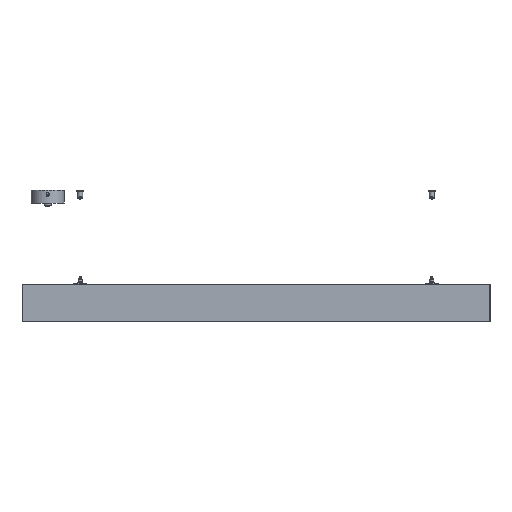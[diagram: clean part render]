
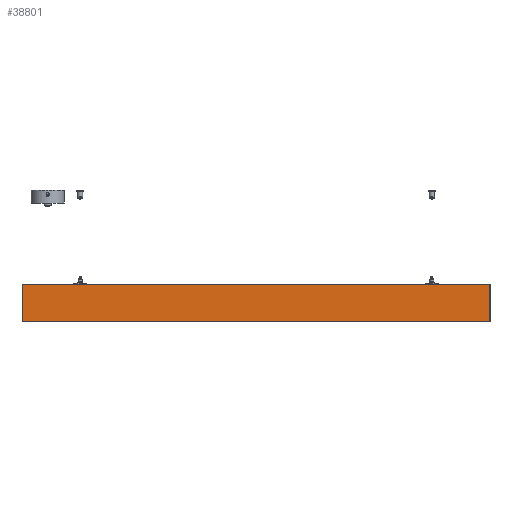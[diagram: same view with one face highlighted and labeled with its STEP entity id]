
A CAD part, left-side view. The second image highlights one B-rep face of the part: STEP entity #38801.
In plain terms, the highlighted planar face has unit normal (-1, 0, 0).
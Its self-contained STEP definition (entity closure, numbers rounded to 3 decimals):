
#1570=PLANE('',#43232);
#4104=FACE_OUTER_BOUND('',#6470,.T.);
#6470=EDGE_LOOP('',(#33816,#33817,#33818,#33819));
#7826=LINE('',#59483,#10701);
#8632=LINE('',#67069,#11507);
#9397=LINE('',#75332,#12272);
#9398=LINE('',#75334,#12273);
#10701=VECTOR('',#46987,10.);
#11507=VECTOR('',#50695,10.);
#12272=VECTOR('',#54126,10.);
#12273=VECTOR('',#54129,10.);
#16000=VERTEX_POINT('',#59480);
#16001=VERTEX_POINT('',#59482);
#17143=VERTEX_POINT('',#67066);
#17144=VERTEX_POINT('',#67068);
#20023=EDGE_CURVE('',#16000,#16001,#7826,.T.);
#21845=EDGE_CURVE('',#17143,#17144,#8632,.T.);
#23603=EDGE_CURVE('',#16001,#17143,#9397,.T.);
#23604=EDGE_CURVE('',#16000,#17144,#9398,.T.);
#33816=ORIENTED_EDGE('',*,*,#23603,.F.);
#33817=ORIENTED_EDGE('',*,*,#20023,.F.);
#33818=ORIENTED_EDGE('',*,*,#23604,.T.);
#33819=ORIENTED_EDGE('',*,*,#21845,.F.);
#38801=ADVANCED_FACE('',(#4104),#1570,.T.);
#43232=AXIS2_PLACEMENT_3D('',#75333,#54127,#54128);
#46987=DIRECTION('',(0.,0.,1.));
#50695=DIRECTION('',(0.,0.,-1.));
#54126=DIRECTION('',(0.,-1.,0.));
#54127=DIRECTION('center_axis',(-1.,0.,0.));
#54128=DIRECTION('ref_axis',(0.,0.,1.));
#54129=DIRECTION('',(0.,-1.,0.));
#59480=CARTESIAN_POINT('',(-38.,563.25,-79.8));
#59482=CARTESIAN_POINT('',(-38.,563.25,9.7));
#59483=CARTESIAN_POINT('',(-38.,563.25,9.7));
#67066=CARTESIAN_POINT('',(-38.,-563.25,9.7));
#67068=CARTESIAN_POINT('',(-38.,-563.25,-79.8));
#67069=CARTESIAN_POINT('',(-38.,-563.25,9.7));
#75332=CARTESIAN_POINT('',(-38.,0.,9.7));
#75333=CARTESIAN_POINT('Origin',(-38.,0.,-79.8));
#75334=CARTESIAN_POINT('',(-38.,0.,-79.8));
